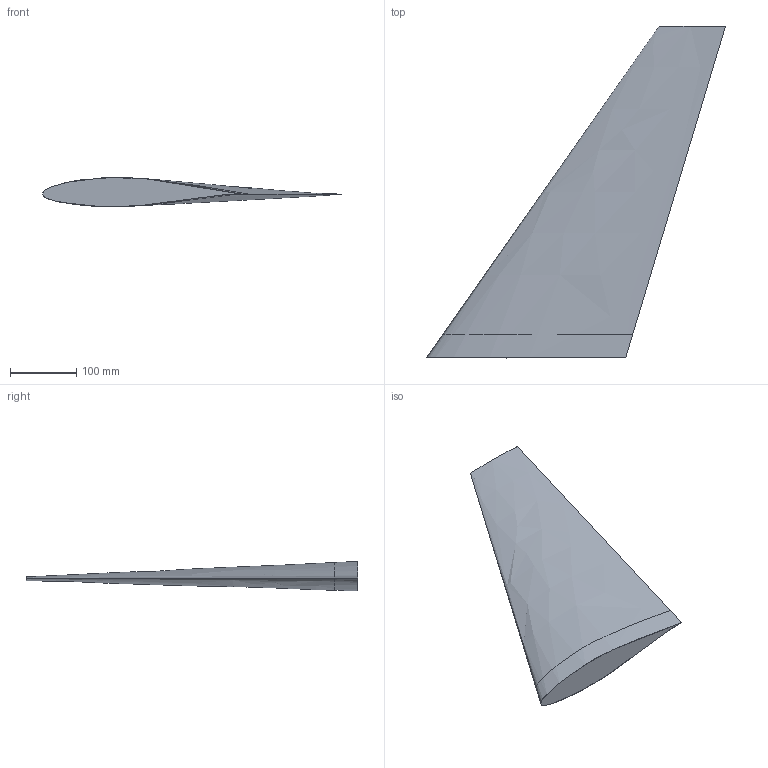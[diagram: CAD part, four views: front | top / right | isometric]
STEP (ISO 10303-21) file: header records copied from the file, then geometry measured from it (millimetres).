
FILE_DESCRIPTION(/* description */ ('STEP AP242','CAx-IF Rec.Pracs.---Representation and Presentation of Product Manufacturing Information (PMI)---4.0---2014-10-13','CAx-IF Rec.Pracs.---3D Tessellated Geometry---0.4---2014-09-14','2;1'),/* implementation_level */ '2;1');
FILE_NAME(/* name */ '665bd61641e3f625fc472090',/* time_stamp */ '2024-06-02T02:16:55Z',/* author */ (''),/* organization */ (''),/* preprocessor_version */ 'ST-DEVELOPER v20',/* originating_system */ ' ',/* authorisation */ ' ');
FILE_SCHEMA (('AP242_MANAGED_MODEL_BASED_3D_ENGINEERING_MIM_LF { 1 0 10303 442 1 1 4 }'));
Length unit declared in the file: metre
Products named in the file (6): Surface 3; Surface 2; Curve 3; Curve 2; Curve 1; skin
Bounding box: 450.1 x 500 x 44.89 mm (x, y, z)
Surface area: 220787.4 mm2 (no closed solid volume)
Topology: 0 solids, 3 shells, 4 faces, 16 edges, 20 vertices
Faces by surface type: plane 2, bspline 2
Entity records: 1808 total; most frequent: CARTESIAN_POINT 1526, DIRECTION 18, STYLED_ITEM 15, PRESENTATION_STYLE_ASSIGNMENT 15, B_SPLINE_CURVE_WITH_KNOTS 14, CURVE_STYLE 12, DRAUGHTING_PRE_DEFINED_CURVE_FONT 12, ORIENTED_EDGE 12
